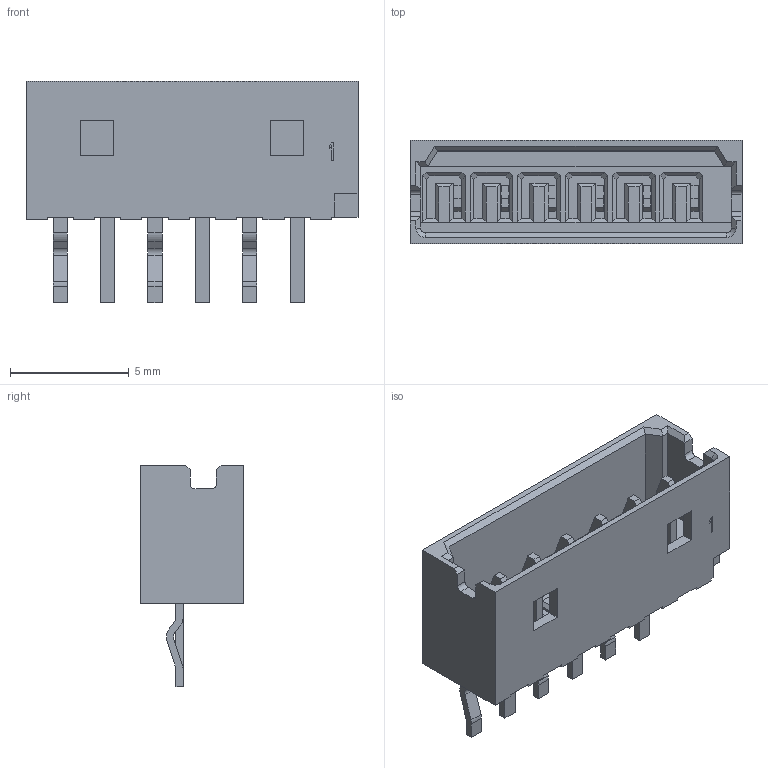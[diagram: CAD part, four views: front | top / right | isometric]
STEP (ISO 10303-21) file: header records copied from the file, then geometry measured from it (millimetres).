
FILE_DESCRIPTION((''),'2;1');
FILE_NAME('530140610','2014-02-27T',('me'),(''),'PRO/ENGINEER BY PARAMETRIC TECHNOLOGY CORPORATION, 2011490','PRO/ENGINEER BY PARAMETRIC TECHNOLOGY CORPORATION, 2011490','');
FILE_SCHEMA(('CONFIG_CONTROL_DESIGN'));
Length unit declared in the file: millimetre
Products named in the file (1): 530140610
Bounding box: 14 x 4.35 x 9.35 mm (x, y, z)
Volume: 165.5 mm3; surface area: 574 mm2
Topology: 1 solids, 1 shells, 352 faces, 925 edges, 588 vertices
Faces by surface type: plane 326, cylinder 24, cone 2
Entity records: 10588 total; most frequent: CARTESIAN_POINT 1854, ORIENTED_EDGE 1826, DIRECTION 1693, EDGE_CURVE 913, VECTOR 863, LINE 863, VERTEX_POINT 576, AXIS2_PLACEMENT_3D 415
